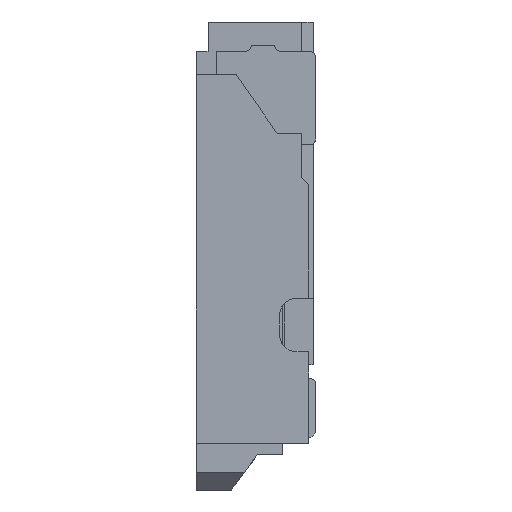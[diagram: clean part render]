
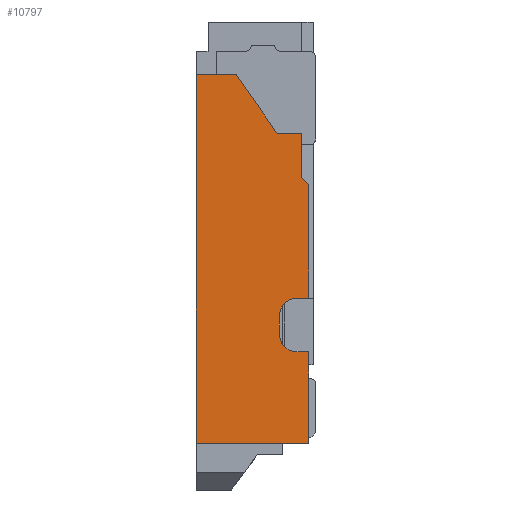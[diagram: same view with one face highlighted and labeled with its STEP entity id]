
A CAD part, left-side view. The second image highlights one B-rep face of the part: STEP entity #10797.
In plain terms, the highlighted planar face has unit normal (-1, 0, 0).
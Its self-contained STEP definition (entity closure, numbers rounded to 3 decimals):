
#94 = CARTESIAN_POINT ( 'NONE',  ( -5.35, 0.12, 0.47 ) ) ;
#622 = EDGE_CURVE ( 'NONE', #18556, #29686, #10292, .T. ) ;
#806 = CARTESIAN_POINT ( 'NONE',  ( -5.35, 1.02, 1.35 ) ) ;
#943 = DIRECTION ( 'NONE',  ( 0., 0., 1. ) ) ;
#1142 = CIRCLE ( 'NONE', #14478, 0.15 ) ;
#1472 = EDGE_LOOP ( 'NONE', ( #24737, #12698, #16664, #13025, #6221, #9044, #29676, #26460, #16056, #15304, #15618, #9100, #13903, #10005 ) ) ;
#2727 = VERTEX_POINT ( 'NONE', #19671 ) ;
#2971 = CARTESIAN_POINT ( 'NONE',  ( -5.35, 0.31, -0.71 ) ) ;
#3085 = CARTESIAN_POINT ( 'NONE',  ( -5.35, 0.16, -0.87 ) ) ;
#3098 = VERTEX_POINT ( 'NONE', #2971 ) ;
#3382 = VECTOR ( 'NONE', #15259, 1000. ) ;
#3434 = CARTESIAN_POINT ( 'NONE',  ( -5.35, 1.02, 1.35 ) ) ;
#4277 = EDGE_CURVE ( 'NONE', #17188, #23119, #26296, .T. ) ;
#4313 = PLANE ( 'NONE',  #22798 ) ;
#4901 = DIRECTION ( 'NONE',  ( 0., -1., 0. ) ) ;
#5839 = VERTEX_POINT ( 'NONE', #20730 ) ;
#5906 = EDGE_CURVE ( 'NONE', #6452, #25705, #7505, .T. ) ;
#6220 = VECTOR ( 'NONE', #14085, 1000. ) ;
#6221 = ORIENTED_EDGE ( 'NONE', *, *, #19373, .T. ) ;
#6452 = VERTEX_POINT ( 'NONE', #806 ) ;
#6494 = LINE ( 'NONE', #17087, #29255 ) ;
#6540 = VECTOR ( 'NONE', #4901, 1000. ) ;
#6747 = LINE ( 'NONE', #25525, #3382 ) ;
#7484 = EDGE_CURVE ( 'NONE', #25682, #2727, #34272, .T. ) ;
#7505 = LINE ( 'NONE', #33968, #6540 ) ;
#7743 = DIRECTION ( 'NONE',  ( 0., 0.707, 0.707 ) ) ;
#7969 = CARTESIAN_POINT ( 'NONE',  ( -5.35, 0.68, 1.35 ) ) ;
#9044 = ORIENTED_EDGE ( 'NONE', *, *, #30087, .T. ) ;
#9100 = ORIENTED_EDGE ( 'NONE', *, *, #5906, .F. ) ;
#9752 = CARTESIAN_POINT ( 'NONE',  ( -5.35, 0.06, -1.02 ) ) ;
#10005 = ORIENTED_EDGE ( 'NONE', *, *, #15961, .T. ) ;
#10292 = CIRCLE ( 'NONE', #25807, 0.15 ) ;
#10783 = EDGE_CURVE ( 'NONE', #13060, #19153, #6747, .T. ) ;
#10797 = ADVANCED_FACE ( 'NONE', ( #28317 ), #4313, .F. ) ;
#10892 = CARTESIAN_POINT ( 'NONE',  ( -5.35, 1.02, -1.8 ) ) ;
#11402 = LINE ( 'NONE', #10892, #14922 ) ;
#11562 = LINE ( 'NONE', #22145, #20164 ) ;
#12698 = ORIENTED_EDGE ( 'NONE', *, *, #13795, .T. ) ;
#12705 = VECTOR ( 'NONE', #18620, 1000. ) ;
#12770 = CARTESIAN_POINT ( 'NONE',  ( -5.35, 0.06, -0.56 ) ) ;
#13025 = ORIENTED_EDGE ( 'NONE', *, *, #15823, .T. ) ;
#13060 = VERTEX_POINT ( 'NONE', #23615 ) ;
#13490 = CARTESIAN_POINT ( 'NONE',  ( -5.35, 0.12, 0.47 ) ) ;
#13795 = EDGE_CURVE ( 'NONE', #19153, #18556, #11562, .T. ) ;
#13903 = ORIENTED_EDGE ( 'NONE', *, *, #33464, .F. ) ;
#14085 = DIRECTION ( 'NONE',  ( 0., 0., 1. ) ) ;
#14208 = DIRECTION ( 'NONE',  ( 0., 0., 1. ) ) ;
#14392 = CARTESIAN_POINT ( 'NONE',  ( -5.35, 0.16, -1.02 ) ) ;
#14473 = CARTESIAN_POINT ( 'NONE',  ( -5.35, 1.02, -1.8 ) ) ;
#14478 = AXIS2_PLACEMENT_3D ( 'NONE', #24766, #16414, #943 ) ;
#14560 = VECTOR ( 'NONE', #33930, 1000. ) ;
#14922 = VECTOR ( 'NONE', #18867, 1000. ) ;
#15259 = DIRECTION ( 'NONE',  ( 0., 0., 1. ) ) ;
#15304 = ORIENTED_EDGE ( 'NONE', *, *, #4277, .T. ) ;
#15618 = ORIENTED_EDGE ( 'NONE', *, *, #23758, .T. ) ;
#15823 = EDGE_CURVE ( 'NONE', #29686, #3098, #28480, .T. ) ;
#15961 = EDGE_CURVE ( 'NONE', #25936, #13060, #11402, .T. ) ;
#16002 = CARTESIAN_POINT ( 'NONE',  ( -5.35, 0.33, 0.85 ) ) ;
#16056 = ORIENTED_EDGE ( 'NONE', *, *, #32954, .T. ) ;
#16414 = DIRECTION ( 'NONE',  ( 1., 0., 0. ) ) ;
#16664 = ORIENTED_EDGE ( 'NONE', *, *, #622, .T. ) ;
#17087 = CARTESIAN_POINT ( 'NONE',  ( -5.35, 0.06, -0.56 ) ) ;
#17188 = VERTEX_POINT ( 'NONE', #29876 ) ;
#17482 = CARTESIAN_POINT ( 'NONE',  ( -5.35, 0.31, -0.87 ) ) ;
#17870 = VECTOR ( 'NONE', #7743, 1000. ) ;
#18554 = DIRECTION ( 'NONE',  ( 0., 0., 1. ) ) ;
#18556 = VERTEX_POINT ( 'NONE', #14392 ) ;
#18567 = LINE ( 'NONE', #7969, #27338 ) ;
#18620 = DIRECTION ( 'NONE',  ( 0., 1., 0. ) ) ;
#18867 = DIRECTION ( 'NONE',  ( 0., -1., 0. ) ) ;
#19069 = DIRECTION ( 'NONE',  ( 0., 0.574, 0.819 ) ) ;
#19153 = VERTEX_POINT ( 'NONE', #9752 ) ;
#19373 = EDGE_CURVE ( 'NONE', #3098, #5839, #1142, .T. ) ;
#19671 = CARTESIAN_POINT ( 'NONE',  ( -5.35, 0.06, 0.41 ) ) ;
#20164 = VECTOR ( 'NONE', #32780, 1000. ) ;
#20730 = CARTESIAN_POINT ( 'NONE',  ( -5.35, 0.16, -0.56 ) ) ;
#21799 = CARTESIAN_POINT ( 'NONE',  ( -5.35, 0.33, 0.85 ) ) ;
#21849 = LINE ( 'NONE', #3434, #32913 ) ;
#22145 = CARTESIAN_POINT ( 'NONE',  ( -5.35, 0.16, -1.02 ) ) ;
#22798 = AXIS2_PLACEMENT_3D ( 'NONE', #27796, #25698, #31091 ) ;
#22958 = EDGE_CURVE ( 'NONE', #2727, #34425, #24241, .T. ) ;
#23119 = VERTEX_POINT ( 'NONE', #21799 ) ;
#23410 = CARTESIAN_POINT ( 'NONE',  ( -5.35, 0.31, -0.71 ) ) ;
#23615 = CARTESIAN_POINT ( 'NONE',  ( -5.35, 0.06, -1.8 ) ) ;
#23758 = EDGE_CURVE ( 'NONE', #23119, #25705, #18567, .T. ) ;
#24117 = DIRECTION ( 'NONE',  ( 1., 0., 0. ) ) ;
#24241 = LINE ( 'NONE', #13490, #17870 ) ;
#24737 = ORIENTED_EDGE ( 'NONE', *, *, #10783, .T. ) ;
#24766 = CARTESIAN_POINT ( 'NONE',  ( -5.35, 0.16, -0.71 ) ) ;
#25525 = CARTESIAN_POINT ( 'NONE',  ( -5.35, 0.06, -1.02 ) ) ;
#25682 = VERTEX_POINT ( 'NONE', #12770 ) ;
#25698 = DIRECTION ( 'NONE',  ( 1., 0., 0. ) ) ;
#25705 = VERTEX_POINT ( 'NONE', #28431 ) ;
#25807 = AXIS2_PLACEMENT_3D ( 'NONE', #3085, #24117, #18554 ) ;
#25936 = VERTEX_POINT ( 'NONE', #14473 ) ;
#26025 = VECTOR ( 'NONE', #31429, 1000. ) ;
#26296 = LINE ( 'NONE', #16002, #12705 ) ;
#26460 = ORIENTED_EDGE ( 'NONE', *, *, #22958, .T. ) ;
#27338 = VECTOR ( 'NONE', #19069, 1000. ) ;
#27796 = CARTESIAN_POINT ( 'NONE',  ( -5.35, 1.02, 1.35 ) ) ;
#28317 = FACE_OUTER_BOUND ( 'NONE', #1472, .T. ) ;
#28431 = CARTESIAN_POINT ( 'NONE',  ( -5.35, 0.68, 1.35 ) ) ;
#28480 = LINE ( 'NONE', #23410, #26025 ) ;
#28885 = CARTESIAN_POINT ( 'NONE',  ( -5.35, 0.06, 0.41 ) ) ;
#29255 = VECTOR ( 'NONE', #34161, 1000. ) ;
#29676 = ORIENTED_EDGE ( 'NONE', *, *, #7484, .T. ) ;
#29686 = VERTEX_POINT ( 'NONE', #17482 ) ;
#29876 = CARTESIAN_POINT ( 'NONE',  ( -5.35, 0.12, 0.85 ) ) ;
#30082 = LINE ( 'NONE', #32864, #6220 ) ;
#30087 = EDGE_CURVE ( 'NONE', #5839, #25682, #6494, .T. ) ;
#31091 = DIRECTION ( 'NONE',  ( 0., 0., -1. ) ) ;
#31429 = DIRECTION ( 'NONE',  ( 0., 0., 1. ) ) ;
#32780 = DIRECTION ( 'NONE',  ( 0., 1., 0. ) ) ;
#32864 = CARTESIAN_POINT ( 'NONE',  ( -5.35, 0.12, 0.85 ) ) ;
#32913 = VECTOR ( 'NONE', #14208, 1000. ) ;
#32954 = EDGE_CURVE ( 'NONE', #34425, #17188, #30082, .T. ) ;
#33464 = EDGE_CURVE ( 'NONE', #25936, #6452, #21849, .T. ) ;
#33930 = DIRECTION ( 'NONE',  ( 0., 0., 1. ) ) ;
#33968 = CARTESIAN_POINT ( 'NONE',  ( -5.35, 1.02, 1.35 ) ) ;
#34161 = DIRECTION ( 'NONE',  ( 0., -1., 0. ) ) ;
#34272 = LINE ( 'NONE', #28885, #14560 ) ;
#34425 = VERTEX_POINT ( 'NONE', #94 ) ;
